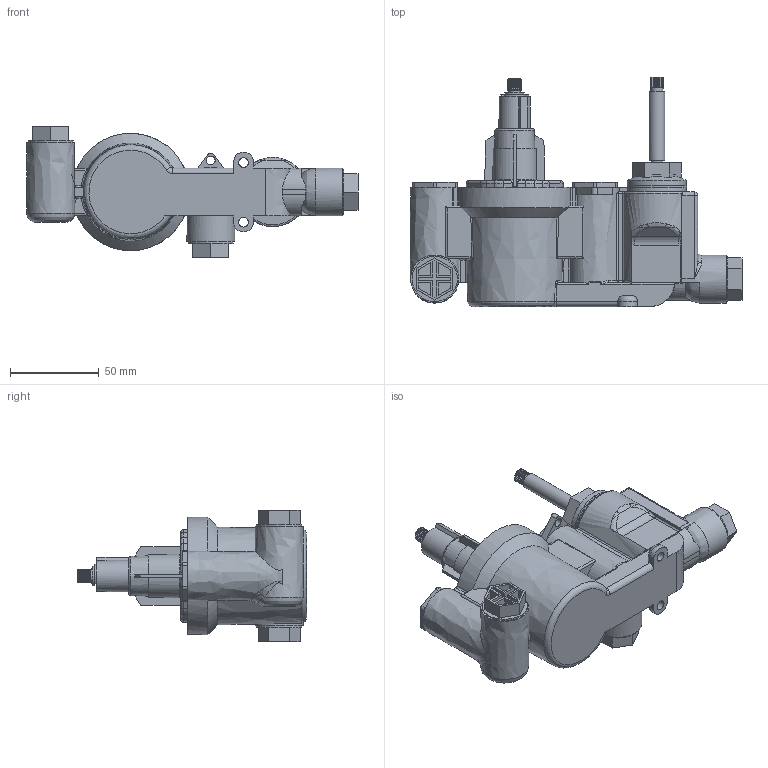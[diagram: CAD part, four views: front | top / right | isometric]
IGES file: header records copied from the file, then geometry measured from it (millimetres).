
Global section: file name: V134-IS; native system: Autodesk Inventor 2018; preprocessor: unknown; author: adaniels; date: 20171201.094556; units: millimetre
Bounding box: 186.8 x 129 x 73.8 mm (x, y, z)
Volume: 314519.1 mm3; surface area: 169133.3 mm2
Topology: 29 solids, 34 shells, 1433 faces, 3714 edges, 2431 vertices
Faces by surface type: bspline 1433
